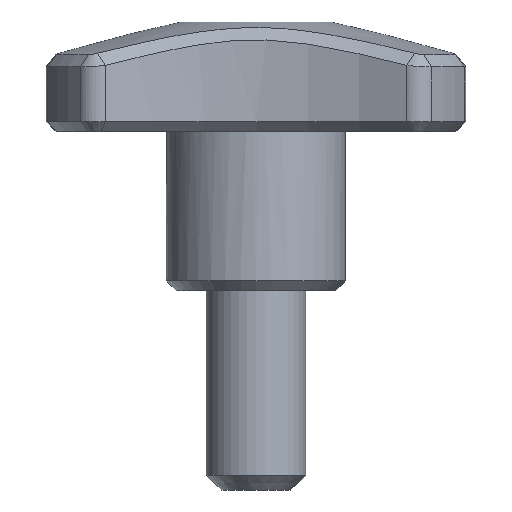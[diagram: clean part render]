
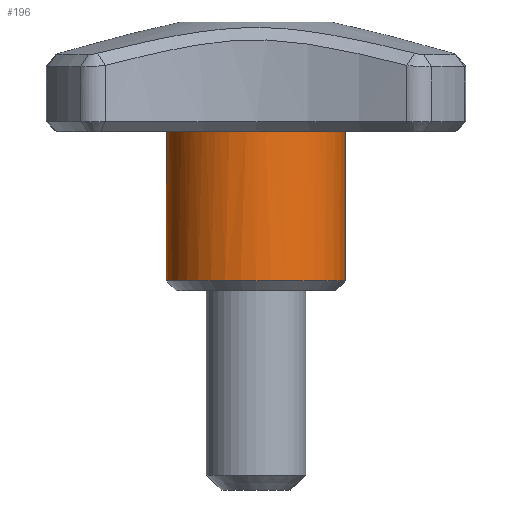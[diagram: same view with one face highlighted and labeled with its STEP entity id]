
A CAD part, front view. The second image highlights one B-rep face of the part: STEP entity #196.
In plain terms, the highlighted cylindrical face has radius 9 mm (diameter 18 mm), a full revolution.
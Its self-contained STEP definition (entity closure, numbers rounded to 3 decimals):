
#196 = ADVANCED_FACE( '', ( #397, #398 ), #399, .T. );
#397 = FACE_OUTER_BOUND( '', #682, .T. );
#398 = FACE_OUTER_BOUND( '', #683, .T. );
#399 = CYLINDRICAL_SURFACE( '', #684, 9. );
#682 = EDGE_LOOP( '', ( #1158 ) );
#683 = EDGE_LOOP( '', ( #1159, #1160, #1161, #1162, #1163, #1164, #1165, #1166, #1167, #1168, #1169, #1170 ) );
#684 = AXIS2_PLACEMENT_3D( '', #1171, #1172, #1173 );
#1158 = ORIENTED_EDGE( '', *, *, #1226, .T. );
#1159 = ORIENTED_EDGE( '', *, *, #1365, .F. );
#1160 = ORIENTED_EDGE( '', *, *, #1218, .F. );
#1161 = ORIENTED_EDGE( '', *, *, #1307, .T. );
#1162 = ORIENTED_EDGE( '', *, *, #1312, .T. );
#1163 = ORIENTED_EDGE( '', *, *, #1363, .F. );
#1164 = ORIENTED_EDGE( '', *, *, #1283, .F. );
#1165 = ORIENTED_EDGE( '', *, *, #1212, .T. );
#1166 = ORIENTED_EDGE( '', *, *, #1316, .T. );
#1167 = ORIENTED_EDGE( '', *, *, #1361, .F. );
#1168 = ORIENTED_EDGE( '', *, *, #1262, .F. );
#1169 = ORIENTED_EDGE( '', *, *, #1287, .T. );
#1170 = ORIENTED_EDGE( '', *, *, #1368, .T. );
#1171 = CARTESIAN_POINT( '', ( 0., 0., 57.15 ) );
#1172 = DIRECTION( '', ( 0., 0., -1. ) );
#1173 = DIRECTION( '', ( 1., 0., 0. ) );
#1212 = EDGE_CURVE( '', #1418, #1416, #1419, .T. );
#1218 = EDGE_CURVE( '', #1427, #1423, #1429, .T. );
#1226 = EDGE_CURVE( '', #1442, #1442, #1443, .T. );
#1262 = EDGE_CURVE( '', #1500, #1496, #1502, .T. );
#1283 = EDGE_CURVE( '', #1418, #1526, #1529, .T. );
#1287 = EDGE_CURVE( '', #1500, #1533, #1535, .T. );
#1307 = EDGE_CURVE( '', #1427, #1563, #1565, .T. );
#1312 = EDGE_CURVE( '', #1563, #1569, #1572, .T. );
#1316 = EDGE_CURVE( '', #1416, #1575, #1578, .T. );
#1361 = EDGE_CURVE( '', #1496, #1575, #1630, .T. );
#1363 = EDGE_CURVE( '', #1526, #1569, #1632, .T. );
#1365 = EDGE_CURVE( '', #1423, #1634, #1635, .T. );
#1368 = EDGE_CURVE( '', #1533, #1634, #1638, .T. );
#1416 = VERTEX_POINT( '', #1788 );
#1418 = VERTEX_POINT( '', #1790 );
#1419 = CIRCLE( '', #1791, 9. );
#1423 = VERTEX_POINT( '', #1795 );
#1427 = VERTEX_POINT( '', #1800 );
#1429 = LINE( '', #1802, #1803 );
#1442 = VERTEX_POINT( '', #1818 );
#1443 = CIRCLE( '', #1819, 9. );
#1496 = VERTEX_POINT( '', #1919 );
#1500 = VERTEX_POINT( '', #1924 );
#1502 = LINE( '', #1926, #1927 );
#1526 = VERTEX_POINT( '', #1974 );
#1529 = LINE( '', #1978, #1979 );
#1533 = VERTEX_POINT( '', #1983 );
#1535 = CIRCLE( '', #1985, 9. );
#1563 = VERTEX_POINT( '', #2082 );
#1565 = CIRCLE( '', #2084, 9. );
#1569 = VERTEX_POINT( '', #2088 );
#1572 = LINE( '', #2091, #2092 );
#1575 = VERTEX_POINT( '', #2096 );
#1578 = LINE( '', #2099, #2100 );
#1630 = CIRCLE( '', #2328, 9. );
#1632 = CIRCLE( '', #2330, 9. );
#1634 = VERTEX_POINT( '', #2332 );
#1635 = CIRCLE( '', #2333, 9. );
#1638 = LINE( '', #2336, #2337 );
#1788 = CARTESIAN_POINT( '', ( 0.998, -8.944, 23. ) );
#1790 = CARTESIAN_POINT( '', ( 8.245, 3.608, 23. ) );
#1791 = AXIS2_PLACEMENT_3D( '', #2371, #2372, #2373 );
#1795 = CARTESIAN_POINT( '', ( -7.247, 5.337, 16. ) );
#1800 = CARTESIAN_POINT( '', ( -7.247, 5.337, 23. ) );
#1802 = CARTESIAN_POINT( '', ( -7.247, 5.337, 23. ) );
#1803 = VECTOR( '', #2384, 1000. );
#1818 = CARTESIAN_POINT( '', ( 9., 0., 1. ) );
#1819 = AXIS2_PLACEMENT_3D( '', #2396, #2397, #2398 );
#1919 = CARTESIAN_POINT( '', ( -0.998, -8.944, 16. ) );
#1924 = CARTESIAN_POINT( '', ( -0.998, -8.944, 23. ) );
#1926 = CARTESIAN_POINT( '', ( -0.998, -8.944, 23. ) );
#1927 = VECTOR( '', #2450, 1000. );
#1974 = CARTESIAN_POINT( '', ( 8.245, 3.608, 16. ) );
#1978 = CARTESIAN_POINT( '', ( 8.245, 3.608, 23. ) );
#1979 = VECTOR( '', #2478, 1000. );
#1983 = CARTESIAN_POINT( '', ( -8.245, 3.608, 23. ) );
#1985 = AXIS2_PLACEMENT_3D( '', #2485, #2486, #2487 );
#2082 = CARTESIAN_POINT( '', ( 7.247, 5.337, 23. ) );
#2084 = AXIS2_PLACEMENT_3D( '', #2509, #2510, #2511 );
#2088 = CARTESIAN_POINT( '', ( 7.247, 5.337, 16. ) );
#2091 = CARTESIAN_POINT( '', ( 7.247, 5.337, 23. ) );
#2092 = VECTOR( '', #2518, 1000. );
#2096 = CARTESIAN_POINT( '', ( 0.998, -8.944, 16. ) );
#2099 = CARTESIAN_POINT( '', ( 0.998, -8.944, 23. ) );
#2100 = VECTOR( '', #2523, 1000. );
#2328 = AXIS2_PLACEMENT_3D( '', #2555, #2556, #2557 );
#2330 = AXIS2_PLACEMENT_3D( '', #2561, #2562, #2563 );
#2332 = CARTESIAN_POINT( '', ( -8.245, 3.608, 16. ) );
#2333 = AXIS2_PLACEMENT_3D( '', #2567, #2568, #2569 );
#2336 = CARTESIAN_POINT( '', ( -8.245, 3.608, 23. ) );
#2337 = VECTOR( '', #2573, 1000. );
#2371 = CARTESIAN_POINT( '', ( 0., 0., 23. ) );
#2372 = DIRECTION( '', ( 0., 0., -1. ) );
#2373 = DIRECTION( '', ( 0., 1., 0. ) );
#2384 = DIRECTION( '', ( 0., 0., -1. ) );
#2396 = CARTESIAN_POINT( '', ( 0., 0., 1. ) );
#2397 = DIRECTION( '', ( 0., 0., 1. ) );
#2398 = DIRECTION( '', ( 1., 0., 0. ) );
#2450 = DIRECTION( '', ( 0., 0., -1. ) );
#2478 = DIRECTION( '', ( 0., 0., -1. ) );
#2485 = CARTESIAN_POINT( '', ( 0., 0., 23. ) );
#2486 = DIRECTION( '', ( 0., 0., -1. ) );
#2487 = DIRECTION( '', ( 0., 1., 0. ) );
#2509 = CARTESIAN_POINT( '', ( 0., 0., 23. ) );
#2510 = DIRECTION( '', ( 0., 0., -1. ) );
#2511 = DIRECTION( '', ( 0., -1., 0. ) );
#2518 = DIRECTION( '', ( 0., 0., -1. ) );
#2523 = DIRECTION( '', ( 0., 0., -1. ) );
#2555 = CARTESIAN_POINT( '', ( 0., 0., 16. ) );
#2556 = DIRECTION( '', ( 0., 0., 1. ) );
#2557 = DIRECTION( '', ( 1., 0., 0. ) );
#2561 = CARTESIAN_POINT( '', ( 0., 0., 16. ) );
#2562 = DIRECTION( '', ( 0., 0., 1. ) );
#2563 = DIRECTION( '', ( 1., 0., 0. ) );
#2567 = CARTESIAN_POINT( '', ( 0., 0., 16. ) );
#2568 = DIRECTION( '', ( 0., 0., 1. ) );
#2569 = DIRECTION( '', ( 1., 0., 0. ) );
#2573 = DIRECTION( '', ( 0., 0., -1. ) );
